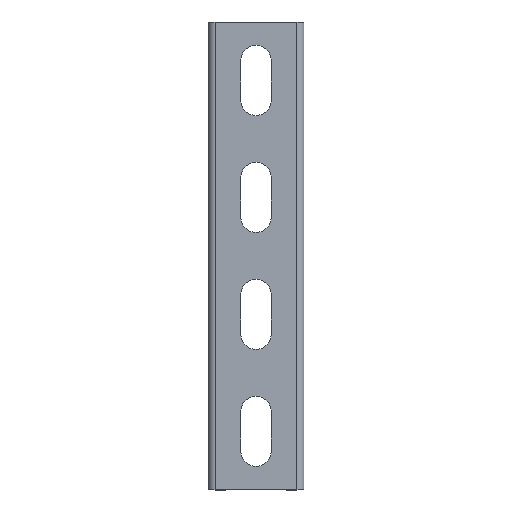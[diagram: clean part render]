
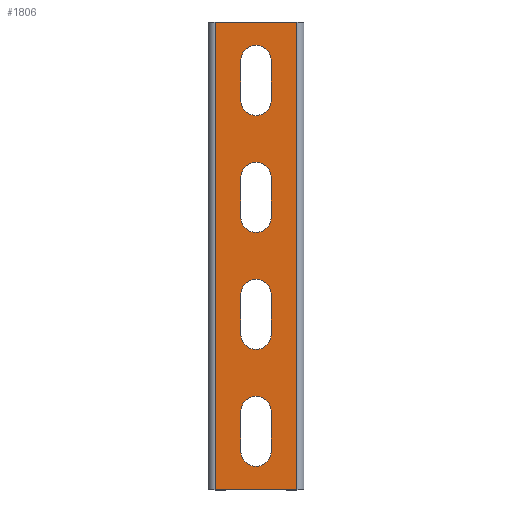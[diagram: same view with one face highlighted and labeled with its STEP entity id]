
A CAD part, top view. The second image highlights one B-rep face of the part: STEP entity #1806.
In plain terms, the highlighted planar face has unit normal (0, 0, 1).
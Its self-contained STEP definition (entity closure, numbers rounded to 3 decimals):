
#317=DIRECTION('',(0.,-1.,0.));
#318=VECTOR('',#317,200.);
#319=CARTESIAN_POINT('',(17.5,100.,20.5));
#320=LINE('',#319,#318);
#321=DIRECTION('',(0.,-1.,0.));
#322=VECTOR('',#321,200.);
#323=CARTESIAN_POINT('',(-17.5,100.,20.5));
#324=LINE('',#323,#322);
#325=DIRECTION('',(0.,-1.,0.));
#326=VECTOR('',#325,17.);
#327=CARTESIAN_POINT('',(-6.5,-66.5,20.5));
#328=LINE('',#327,#326);
#329=CARTESIAN_POINT('',(0.,-83.5,20.5));
#330=DIRECTION('',(0.,0.,-1.));
#331=DIRECTION('',(1.,0.,0.));
#332=AXIS2_PLACEMENT_3D('',#329,#330,#331);
#334=DIRECTION('',(0.,1.,0.));
#335=VECTOR('',#334,17.);
#336=CARTESIAN_POINT('',(6.5,-83.5,20.5));
#337=LINE('',#336,#335);
#338=CARTESIAN_POINT('',(0.,-66.5,20.5));
#339=DIRECTION('',(0.,0.,-1.));
#340=DIRECTION('',(-1.,0.,0.));
#341=AXIS2_PLACEMENT_3D('',#338,#339,#340);
#343=DIRECTION('',(0.,-1.,0.));
#344=VECTOR('',#343,17.);
#345=CARTESIAN_POINT('',(-6.5,-16.5,20.5));
#346=LINE('',#345,#344);
#347=CARTESIAN_POINT('',(0.,-33.5,20.5));
#348=DIRECTION('',(0.,0.,-1.));
#349=DIRECTION('',(1.,0.,0.));
#350=AXIS2_PLACEMENT_3D('',#347,#348,#349);
#352=DIRECTION('',(0.,1.,0.));
#353=VECTOR('',#352,17.);
#354=CARTESIAN_POINT('',(6.5,-33.5,20.5));
#355=LINE('',#354,#353);
#356=CARTESIAN_POINT('',(0.,-16.5,20.5));
#357=DIRECTION('',(0.,0.,-1.));
#358=DIRECTION('',(-1.,0.,0.));
#359=AXIS2_PLACEMENT_3D('',#356,#357,#358);
#361=DIRECTION('',(0.,-1.,0.));
#362=VECTOR('',#361,17.);
#363=CARTESIAN_POINT('',(-6.5,33.5,20.5));
#364=LINE('',#363,#362);
#365=CARTESIAN_POINT('',(0.,16.5,20.5));
#366=DIRECTION('',(0.,0.,-1.));
#367=DIRECTION('',(1.,0.,0.));
#368=AXIS2_PLACEMENT_3D('',#365,#366,#367);
#370=DIRECTION('',(0.,1.,0.));
#371=VECTOR('',#370,17.);
#372=CARTESIAN_POINT('',(6.5,16.5,20.5));
#373=LINE('',#372,#371);
#374=CARTESIAN_POINT('',(0.,33.5,20.5));
#375=DIRECTION('',(0.,0.,-1.));
#376=DIRECTION('',(-1.,0.,0.));
#377=AXIS2_PLACEMENT_3D('',#374,#375,#376);
#379=DIRECTION('',(0.,-1.,0.));
#380=VECTOR('',#379,17.);
#381=CARTESIAN_POINT('',(-6.5,83.5,20.5));
#382=LINE('',#381,#380);
#383=CARTESIAN_POINT('',(0.,66.5,20.5));
#384=DIRECTION('',(0.,0.,-1.));
#385=DIRECTION('',(1.,0.,0.));
#386=AXIS2_PLACEMENT_3D('',#383,#384,#385);
#388=DIRECTION('',(0.,1.,0.));
#389=VECTOR('',#388,17.);
#390=CARTESIAN_POINT('',(6.5,66.5,20.5));
#391=LINE('',#390,#389);
#392=CARTESIAN_POINT('',(0.,83.5,20.5));
#393=DIRECTION('',(0.,0.,-1.));
#394=DIRECTION('',(-1.,0.,0.));
#395=AXIS2_PLACEMENT_3D('',#392,#393,#394);
#405=DIRECTION('',(1.,0.,0.));
#406=VECTOR('',#405,35.);
#407=CARTESIAN_POINT('',(-17.5,-100.,20.5));
#408=LINE('',#407,#406);
#511=DIRECTION('',(1.,0.,0.));
#512=VECTOR('',#511,35.);
#513=CARTESIAN_POINT('',(-17.5,100.,20.5));
#514=LINE('',#513,#512);
#1113=CARTESIAN_POINT('',(17.5,100.,20.5));
#1114=CARTESIAN_POINT('',(17.5,-100.,20.5));
#1115=VERTEX_POINT('',#1113);
#1116=VERTEX_POINT('',#1114);
#1125=CARTESIAN_POINT('',(-17.5,100.,20.5));
#1126=CARTESIAN_POINT('',(-17.5,-100.,20.5));
#1127=VERTEX_POINT('',#1125);
#1128=VERTEX_POINT('',#1126);
#1193=CARTESIAN_POINT('',(-6.5,-66.5,20.5));
#1194=CARTESIAN_POINT('',(-6.5,-83.5,20.5));
#1195=VERTEX_POINT('',#1193);
#1196=VERTEX_POINT('',#1194);
#1197=CARTESIAN_POINT('',(6.5,-83.5,20.5));
#1198=VERTEX_POINT('',#1197);
#1199=CARTESIAN_POINT('',(6.5,-66.5,20.5));
#1200=VERTEX_POINT('',#1199);
#1209=CARTESIAN_POINT('',(-6.5,-16.5,20.5));
#1210=CARTESIAN_POINT('',(-6.5,-33.5,20.5));
#1211=VERTEX_POINT('',#1209);
#1212=VERTEX_POINT('',#1210);
#1213=CARTESIAN_POINT('',(6.5,-33.5,20.5));
#1214=VERTEX_POINT('',#1213);
#1215=CARTESIAN_POINT('',(6.5,-16.5,20.5));
#1216=VERTEX_POINT('',#1215);
#1225=CARTESIAN_POINT('',(-6.5,33.5,20.5));
#1226=CARTESIAN_POINT('',(-6.5,16.5,20.5));
#1227=VERTEX_POINT('',#1225);
#1228=VERTEX_POINT('',#1226);
#1229=CARTESIAN_POINT('',(6.5,16.5,20.5));
#1230=VERTEX_POINT('',#1229);
#1231=CARTESIAN_POINT('',(6.5,33.5,20.5));
#1232=VERTEX_POINT('',#1231);
#1241=CARTESIAN_POINT('',(-6.5,83.5,20.5));
#1242=CARTESIAN_POINT('',(-6.5,66.5,20.5));
#1243=VERTEX_POINT('',#1241);
#1244=VERTEX_POINT('',#1242);
#1245=CARTESIAN_POINT('',(6.5,66.5,20.5));
#1246=VERTEX_POINT('',#1245);
#1247=CARTESIAN_POINT('',(6.5,83.5,20.5));
#1248=VERTEX_POINT('',#1247);
#1752=CARTESIAN_POINT('',(-20.5,-100.,20.5));
#1753=DIRECTION('',(0.,0.,1.));
#1754=DIRECTION('',(1.,0.,0.));
#1755=AXIS2_PLACEMENT_3D('',#1752,#1753,#1754);
#1756=PLANE('',#1755);
#1757=ORIENTED_EDGE('',*,*,#1743,.T.);
#1759=ORIENTED_EDGE('',*,*,#1758,.F.);
#1761=ORIENTED_EDGE('',*,*,#1760,.F.);
#1763=ORIENTED_EDGE('',*,*,#1762,.T.);
#1764=EDGE_LOOP('',(#1757,#1759,#1761,#1763));
#1765=FACE_OUTER_BOUND('',#1764,.F.);
#1767=ORIENTED_EDGE('',*,*,#1766,.T.);
#1769=ORIENTED_EDGE('',*,*,#1768,.F.);
#1771=ORIENTED_EDGE('',*,*,#1770,.T.);
#1773=ORIENTED_EDGE('',*,*,#1772,.F.);
#1774=EDGE_LOOP('',(#1767,#1769,#1771,#1773));
#1775=FACE_BOUND('',#1774,.F.);
#1777=ORIENTED_EDGE('',*,*,#1776,.T.);
#1779=ORIENTED_EDGE('',*,*,#1778,.F.);
#1781=ORIENTED_EDGE('',*,*,#1780,.T.);
#1783=ORIENTED_EDGE('',*,*,#1782,.F.);
#1784=EDGE_LOOP('',(#1777,#1779,#1781,#1783));
#1785=FACE_BOUND('',#1784,.F.);
#1787=ORIENTED_EDGE('',*,*,#1786,.T.);
#1789=ORIENTED_EDGE('',*,*,#1788,.F.);
#1791=ORIENTED_EDGE('',*,*,#1790,.T.);
#1793=ORIENTED_EDGE('',*,*,#1792,.F.);
#1794=EDGE_LOOP('',(#1787,#1789,#1791,#1793));
#1795=FACE_BOUND('',#1794,.F.);
#1797=ORIENTED_EDGE('',*,*,#1796,.T.);
#1799=ORIENTED_EDGE('',*,*,#1798,.F.);
#1801=ORIENTED_EDGE('',*,*,#1800,.T.);
#1803=ORIENTED_EDGE('',*,*,#1802,.F.);
#1804=EDGE_LOOP('',(#1797,#1799,#1801,#1803));
#1805=FACE_BOUND('',#1804,.F.);
#1806=ADVANCED_FACE('',(#1765,#1775,#1785,#1795,#1805),#1756,.T.);
#333=CIRCLE('',#332,6.5);
#342=CIRCLE('',#341,6.5);
#351=CIRCLE('',#350,6.5);
#360=CIRCLE('',#359,6.5);
#369=CIRCLE('',#368,6.5);
#378=CIRCLE('',#377,6.5);
#387=CIRCLE('',#386,6.5);
#396=CIRCLE('',#395,6.5);
#1743=EDGE_CURVE('',#1115,#1116,#320,.T.);
#1758=EDGE_CURVE('',#1128,#1116,#408,.T.);
#1760=EDGE_CURVE('',#1127,#1128,#324,.T.);
#1762=EDGE_CURVE('',#1127,#1115,#514,.T.);
#1766=EDGE_CURVE('',#1195,#1196,#328,.T.);
#1768=EDGE_CURVE('',#1198,#1196,#333,.T.);
#1770=EDGE_CURVE('',#1198,#1200,#337,.T.);
#1772=EDGE_CURVE('',#1195,#1200,#342,.T.);
#1776=EDGE_CURVE('',#1211,#1212,#346,.T.);
#1778=EDGE_CURVE('',#1214,#1212,#351,.T.);
#1780=EDGE_CURVE('',#1214,#1216,#355,.T.);
#1782=EDGE_CURVE('',#1211,#1216,#360,.T.);
#1786=EDGE_CURVE('',#1227,#1228,#364,.T.);
#1788=EDGE_CURVE('',#1230,#1228,#369,.T.);
#1790=EDGE_CURVE('',#1230,#1232,#373,.T.);
#1792=EDGE_CURVE('',#1227,#1232,#378,.T.);
#1796=EDGE_CURVE('',#1243,#1244,#382,.T.);
#1798=EDGE_CURVE('',#1246,#1244,#387,.T.);
#1800=EDGE_CURVE('',#1246,#1248,#391,.T.);
#1802=EDGE_CURVE('',#1243,#1248,#396,.T.);
